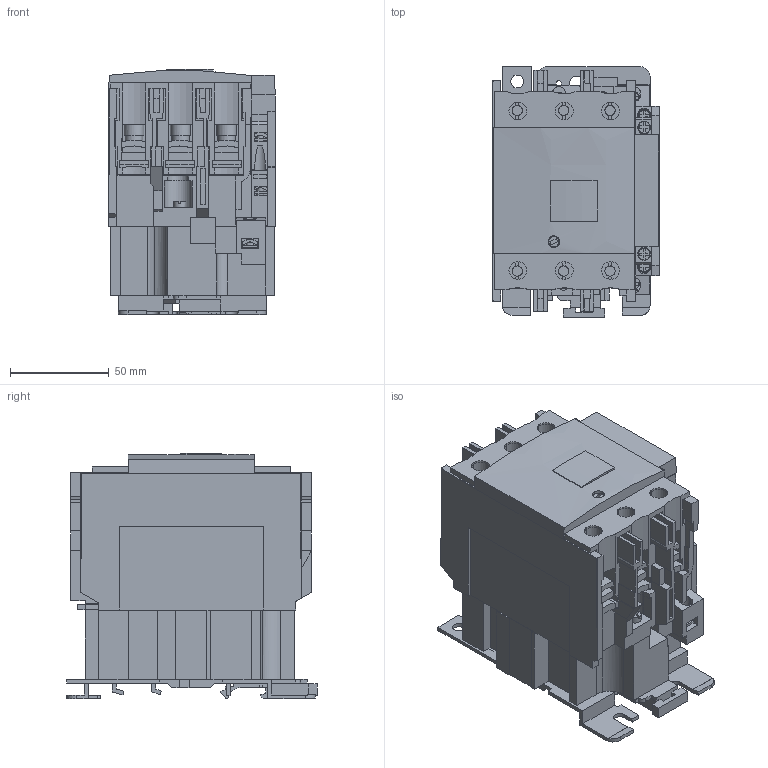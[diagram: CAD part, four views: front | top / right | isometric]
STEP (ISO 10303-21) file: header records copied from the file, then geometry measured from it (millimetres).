
FILE_DESCRIPTION((''),'2;1');
FILE_NAME('LC1D80-95XX-3D_ASM','2022-09-09T12:21:58',('SESA507772'),('Schneider-Electric'),'CREO PARAMETRIC BY PTC INC, 2021284','CREO PARAMETRIC BY PTC INC, 2021284','');
FILE_SCHEMA(('AP242_MANAGED_MODEL_BASED_3D_ENGINEERING_MIM_LF { 1 0 10303 442 1 1 4 }'));
Products named in the file (2): LC1D80-95XX; LC1D80-95XX-3D_ASM
Assembly tree (1 placements, depth 2):
  LC1D80-95XX-3D_ASM
    LC1D80-95XX
Bounding box: 84.5 x 127 x 124.64 mm (x, y, z)
Volume: 807925.9 mm3; surface area: 177321.2 mm2
Topology: 10 solids, 10 shells, 1642 faces, 4705 edges, 3081 vertices
Faces by surface type: plane 1225, extrusion 232, cylinder 185
Entity records: 79517 total; most frequent: CARTESIAN_POINT 14143, ORIENTED_EDGE 9410, DIRECTION 7837, PRESENTATION_STYLE_ASSIGNMENT 5617, STYLED_ITEM 4897, CURVE_STYLE 4883, EDGE_CURVE 4705, VECTOR 3929
